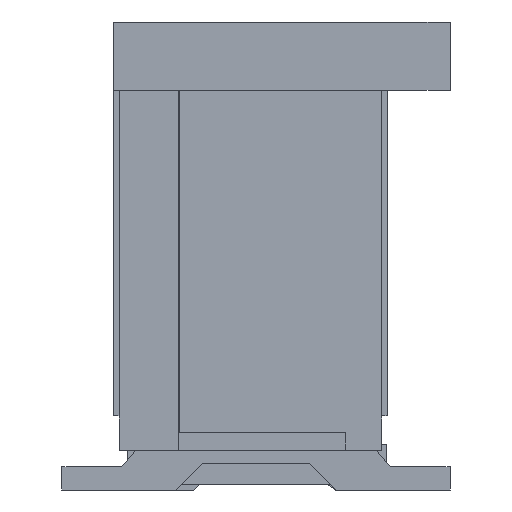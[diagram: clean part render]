
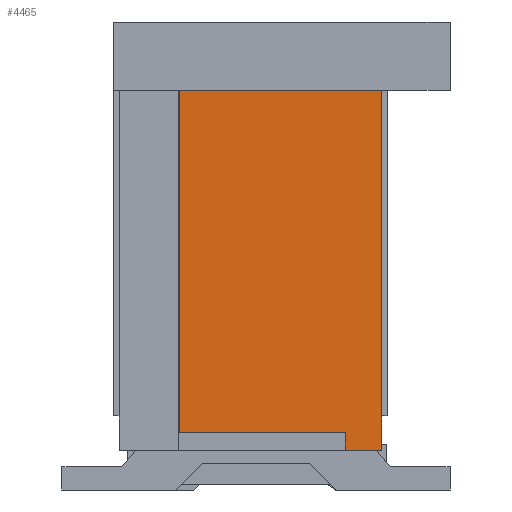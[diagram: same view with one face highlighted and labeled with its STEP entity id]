
A CAD part, left-side view. The second image highlights one B-rep face of the part: STEP entity #4465.
In plain terms, the highlighted planar face has unit normal (-1, 0, 0).
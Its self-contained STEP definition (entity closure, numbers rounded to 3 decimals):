
#413=DIRECTION('',(0.,0.,-1.));
#414=VECTOR('',#413,0.15);
#415=CARTESIAN_POINT('',(-3.95,-0.83,-1.575));
#416=LINE('',#415,#414);
#417=DIRECTION('',(0.,1.,0.));
#418=VECTOR('',#417,1.45);
#419=CARTESIAN_POINT('',(-3.95,-0.83,-1.575));
#420=LINE('',#419,#418);
#421=DIRECTION('',(0.,0.,1.));
#422=VECTOR('',#421,3.);
#423=CARTESIAN_POINT('',(-3.95,0.62,-1.575));
#424=LINE('',#423,#422);
#425=DIRECTION('',(0.,-1.,0.));
#426=VECTOR('',#425,1.77);
#427=CARTESIAN_POINT('',(-3.95,0.62,1.425));
#428=LINE('',#427,#426);
#429=DIRECTION('',(0.,-1.,0.));
#430=VECTOR('',#429,0.32);
#431=CARTESIAN_POINT('',(-3.95,-0.83,-1.725));
#432=LINE('',#431,#430);
#445=DIRECTION('',(0.,0.,-1.));
#446=VECTOR('',#445,3.15);
#447=CARTESIAN_POINT('',(-3.95,-1.15,1.425));
#448=LINE('',#447,#446);
#3249=CARTESIAN_POINT('',(-3.95,0.62,-1.575));
#3250=CARTESIAN_POINT('',(-3.95,0.62,1.425));
#3251=VERTEX_POINT('',#3249);
#3252=VERTEX_POINT('',#3250);
#3293=CARTESIAN_POINT('',(-3.95,-0.83,-1.725));
#3295=VERTEX_POINT('',#3293);
#3301=CARTESIAN_POINT('',(-3.95,-1.15,-1.725));
#3302=VERTEX_POINT('',#3301);
#3421=CARTESIAN_POINT('',(-3.95,-0.83,-1.575));
#3423=VERTEX_POINT('',#3421);
#3443=CARTESIAN_POINT('',(-3.95,-1.15,1.425));
#3445=VERTEX_POINT('',#3443);
#4450=CARTESIAN_POINT('',(-3.95,-0.99,-0.15));
#4451=DIRECTION('',(1.,0.,0.));
#4452=DIRECTION('',(0.,0.,-1.));
#4453=AXIS2_PLACEMENT_3D('',#4450,#4451,#4452);
#4454=PLANE('',#4453);
#4455=ORIENTED_EDGE('',*,*,#4418,.F.);
#4456=ORIENTED_EDGE('',*,*,#4393,.T.);
#4457=ORIENTED_EDGE('',*,*,#4359,.T.);
#4458=ORIENTED_EDGE('',*,*,#3803,.T.);
#4460=ORIENTED_EDGE('',*,*,#4459,.T.);
#4462=ORIENTED_EDGE('',*,*,#4461,.F.);
#4463=EDGE_LOOP('',(#4455,#4456,#4457,#4458,#4460,#4462));
#4464=FACE_OUTER_BOUND('',#4463,.F.);
#4465=ADVANCED_FACE('',(#4464),#4454,.F.);
#3803=EDGE_CURVE('',#3252,#3445,#428,.T.);
#4359=EDGE_CURVE('',#3251,#3252,#424,.T.);
#4393=EDGE_CURVE('',#3423,#3251,#420,.T.);
#4418=EDGE_CURVE('',#3423,#3295,#416,.T.);
#4459=EDGE_CURVE('',#3445,#3302,#448,.T.);
#4461=EDGE_CURVE('',#3295,#3302,#432,.T.);
